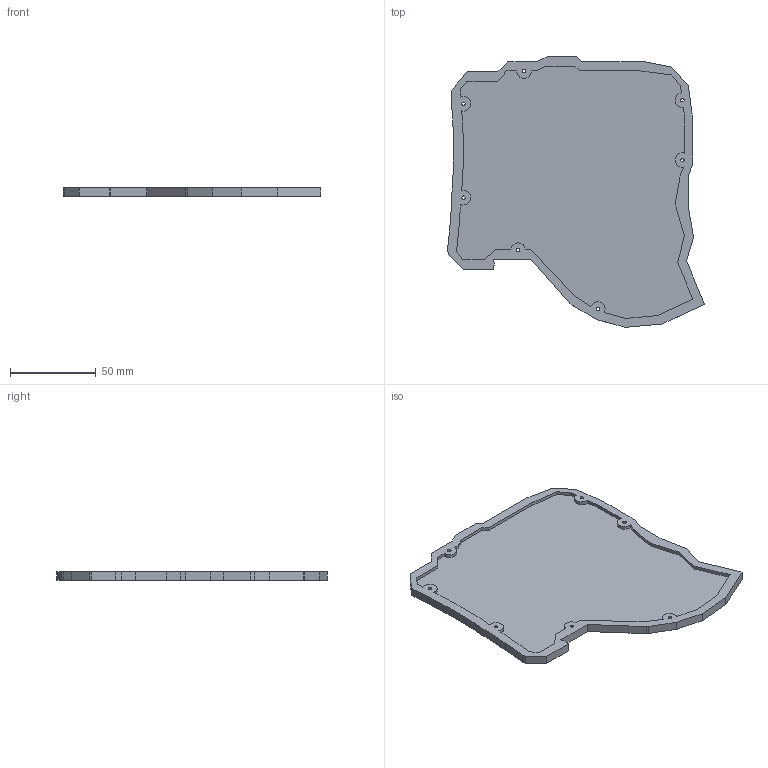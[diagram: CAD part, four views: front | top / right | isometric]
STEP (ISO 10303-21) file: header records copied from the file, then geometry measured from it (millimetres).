
FILE_DESCRIPTION(('Open CASCADE Model'),'2;1');
FILE_NAME('Open CASCADE Shape Model','2023-03-04T12:29:42',('Author'),( 'Open CASCADE'),'Open CASCADE STEP processor 7.7','Open CASCADE 7.7' ,'Unknown');
FILE_SCHEMA(('AUTOMOTIVE_DESIGN { 1 0 10303 214 1 1 1 1 }'));
Length unit declared in the file: millimetre
Products named in the file (1): Open CASCADE STEP translator 7.7 4
Bounding box: 149.6 x 157.49 x 5 mm (x, y, z)
Volume: 61930.7 mm3; surface area: 41526.9 mm2
Topology: 1 solids, 1 shells, 119 faces, 327 edges, 218 vertices
Faces by surface type: plane 98, cylinder 21
Full cylindrical faces by diameter (mm): 2 x7, 4 x7
Entity records: 8137 total; most frequent: CARTESIAN_POINT 1529, DIRECTION 1228, LINE 897, VECTOR 897, ORIENTED_EDGE 654, PCURVE 654, DEFINITIONAL_REPRESENTATION 654, EDGE_CURVE 327
